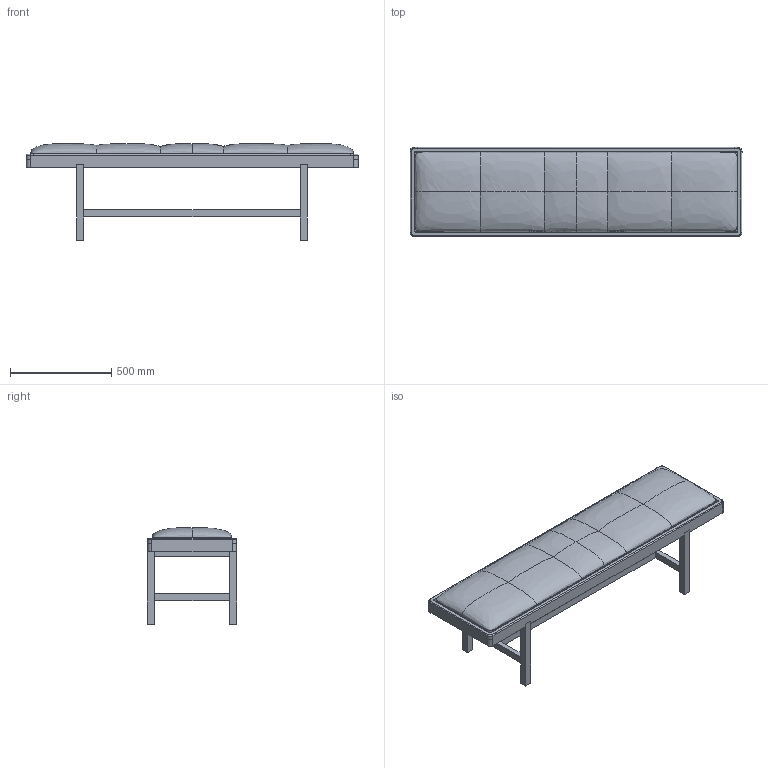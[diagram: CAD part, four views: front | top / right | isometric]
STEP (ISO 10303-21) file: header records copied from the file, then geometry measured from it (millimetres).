
FILE_DESCRIPTION(/* description */ (''),/* implementation_level */ '2;1');
FILE_NAME(/* name */ 'Dining_Bench_CB-40_3D',/* time_stamp */ '2023-10-06T12:49:49+02:00',/* author */ (''),/* organization */ (''),/* preprocessor_version */ 'ST-DEVELOPER v16.5',/* originating_system */ 'Rhino 7.31',/* authorisation */ '');
FILE_SCHEMA (('AUTOMOTIVE_DESIGN'));
Length unit declared in the file: centimetre
Products named in the file (2): Document; Dining_Bench_CB-40
Assembly tree (1 placements, depth 2):
  Document
    Dining_Bench_CB-40
Bounding box: 1640 x 440 x 476.91 mm (x, y, z)
Volume: 20898997.9 mm3; surface area: 3351389.6 mm2
Topology: 1 solids, 18 shells, 309 faces, 830 edges, 473 vertices
Faces by surface type: plane 249, bspline 32, cylinder 28
Entity records: 23470 total; most frequent: CARTESIAN_POINT 17739, ORIENTED_EDGE 1612, EDGE_CURVE 830, B_SPLINE_CURVE_WITH_KNOTS 778, VERTEX_POINT 473, EDGE_LOOP 314, ADVANCED_FACE 309, FACE_OUTER_BOUND 309
